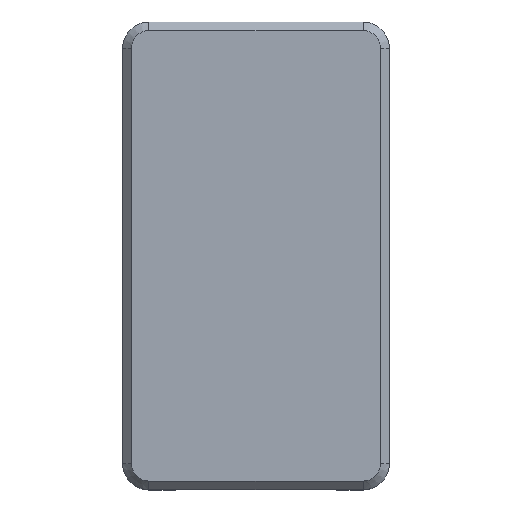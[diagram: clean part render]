
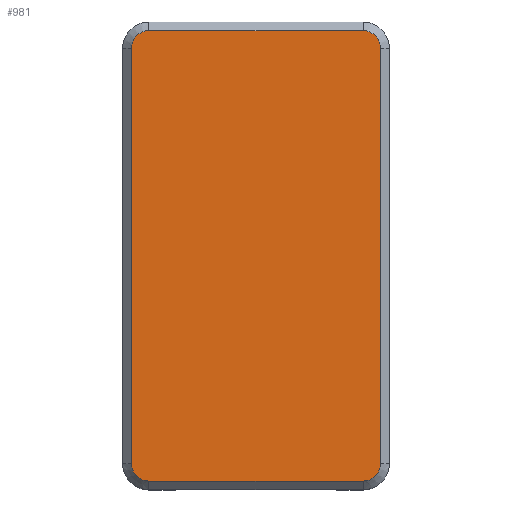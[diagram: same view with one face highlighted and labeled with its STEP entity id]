
A CAD part, top view. The second image highlights one B-rep face of the part: STEP entity #981.
In plain terms, the highlighted planar face has unit normal (0, 0, 1).
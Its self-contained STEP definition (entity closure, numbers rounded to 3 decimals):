
#28=CIRCLE('',#1043,2.);
#30=CIRCLE('',#1047,2.);
#32=CIRCLE('',#1051,2.);
#34=CIRCLE('',#1055,2.);
#79=FACE_OUTER_BOUND('',#136,.T.);
#136=EDGE_LOOP('',(#702,#703,#704,#705,#706,#707,#708,#709));
#182=LINE('',#1428,#295);
#187=LINE('',#1442,#300);
#191=LINE('',#1454,#304);
#195=LINE('',#1466,#308);
#295=VECTOR('',#1134,10.);
#300=VECTOR('',#1147,10.);
#304=VECTOR('',#1159,10.);
#308=VECTOR('',#1171,10.);
#408=VERTEX_POINT('',#1425);
#409=VERTEX_POINT('',#1427);
#412=VERTEX_POINT('',#1435);
#414=VERTEX_POINT('',#1440);
#416=VERTEX_POINT('',#1447);
#418=VERTEX_POINT('',#1452);
#420=VERTEX_POINT('',#1459);
#422=VERTEX_POINT('',#1464);
#498=EDGE_CURVE('',#408,#409,#182,.T.);
#503=EDGE_CURVE('',#412,#408,#28,.T.);
#505=EDGE_CURVE('',#414,#412,#187,.T.);
#509=EDGE_CURVE('',#416,#414,#30,.T.);
#511=EDGE_CURVE('',#418,#416,#191,.T.);
#515=EDGE_CURVE('',#420,#418,#32,.T.);
#517=EDGE_CURVE('',#422,#420,#195,.T.);
#520=EDGE_CURVE('',#409,#422,#34,.T.);
#702=ORIENTED_EDGE('',*,*,#498,.F.);
#703=ORIENTED_EDGE('',*,*,#503,.F.);
#704=ORIENTED_EDGE('',*,*,#505,.F.);
#705=ORIENTED_EDGE('',*,*,#509,.F.);
#706=ORIENTED_EDGE('',*,*,#511,.F.);
#707=ORIENTED_EDGE('',*,*,#515,.F.);
#708=ORIENTED_EDGE('',*,*,#517,.F.);
#709=ORIENTED_EDGE('',*,*,#520,.F.);
#938=PLANE('',#1066);
#981=ADVANCED_FACE('',(#79),#938,.T.);
#1043=AXIS2_PLACEMENT_3D('',#1437,#1142,#1143);
#1047=AXIS2_PLACEMENT_3D('',#1449,#1154,#1155);
#1051=AXIS2_PLACEMENT_3D('',#1461,#1166,#1167);
#1055=AXIS2_PLACEMENT_3D('',#1470,#1177,#1178);
#1066=AXIS2_PLACEMENT_3D('',#1513,#1214,#1215);
#1134=DIRECTION('',(-1.,0.,0.));
#1142=DIRECTION('center_axis',(0.,0.,-1.));
#1143=DIRECTION('ref_axis',(0.707,-0.707,0.));
#1147=DIRECTION('',(0.,-1.,0.));
#1154=DIRECTION('center_axis',(0.,0.,-1.));
#1155=DIRECTION('ref_axis',(0.707,0.707,0.));
#1159=DIRECTION('',(1.,0.,0.));
#1166=DIRECTION('center_axis',(0.,0.,-1.));
#1167=DIRECTION('ref_axis',(-0.707,0.707,0.));
#1171=DIRECTION('',(0.,1.,0.));
#1177=DIRECTION('center_axis',(0.,0.,-1.));
#1178=DIRECTION('ref_axis',(-0.707,-0.707,0.));
#1214=DIRECTION('center_axis',(0.,0.,1.));
#1215=DIRECTION('ref_axis',(1.,0.,0.));
#1425=CARTESIAN_POINT('',(-14.501,2.479,12.));
#1427=CARTESIAN_POINT('',(-39.001,2.479,12.));
#1428=CARTESIAN_POINT('',(-34.376,2.479,12.));
#1435=CARTESIAN_POINT('',(-12.501,4.479,12.));
#1437=CARTESIAN_POINT('Origin',(-14.501,4.479,12.));
#1440=CARTESIAN_POINT('',(-12.501,51.979,12.));
#1442=CARTESIAN_POINT('',(-12.501,14.854,12.));
#1447=CARTESIAN_POINT('',(-14.501,53.979,12.));
#1449=CARTESIAN_POINT('Origin',(-14.501,51.979,12.));
#1452=CARTESIAN_POINT('',(-39.001,53.979,12.));
#1454=CARTESIAN_POINT('',(-19.126,53.979,12.));
#1459=CARTESIAN_POINT('',(-41.001,51.979,12.));
#1461=CARTESIAN_POINT('Origin',(-39.001,51.979,12.));
#1464=CARTESIAN_POINT('',(-41.001,4.479,12.));
#1466=CARTESIAN_POINT('',(-41.001,41.604,12.));
#1470=CARTESIAN_POINT('Origin',(-39.001,4.479,12.));
#1513=CARTESIAN_POINT('Origin',(-26.751,28.229,12.));
